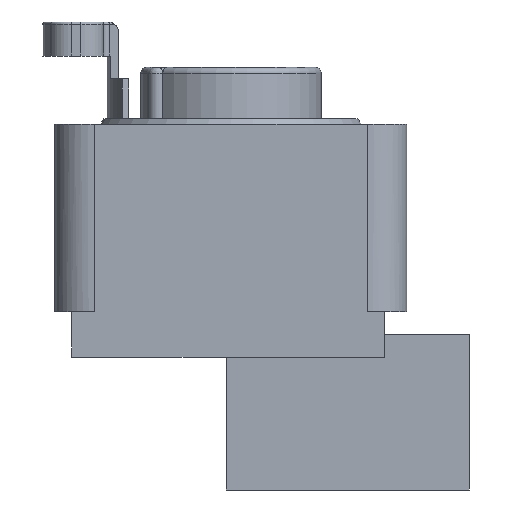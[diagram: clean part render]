
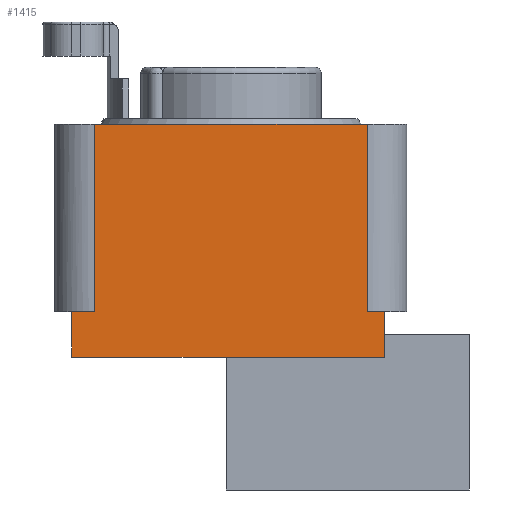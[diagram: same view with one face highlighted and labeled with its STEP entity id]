
A CAD part, left-side view. The second image highlights one B-rep face of the part: STEP entity #1415.
In plain terms, the highlighted planar face has unit normal (-1, 0, 0).
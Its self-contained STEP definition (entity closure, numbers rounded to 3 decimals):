
#324=DIRECTION('',(0.,1.,0.));
#325=VECTOR('',#324,27.5);
#326=CARTESIAN_POINT('',(-13.,-13.5,-20.5));
#327=LINE('',#326,#325);
#356=DIRECTION('',(0.,0.,-1.));
#357=VECTOR('',#356,16.5);
#358=CARTESIAN_POINT('',(-13.,-12.,0.));
#359=LINE('',#358,#357);
#360=DIRECTION('',(0.,0.,-1.));
#361=VECTOR('',#360,4.);
#362=CARTESIAN_POINT('',(-13.,-13.5,-16.5));
#363=LINE('',#362,#361);
#373=DIRECTION('',(0.,1.,0.));
#374=VECTOR('',#373,2.);
#375=CARTESIAN_POINT('',(-13.,12.,-16.5));
#376=LINE('',#375,#374);
#401=DIRECTION('',(0.,1.,0.));
#402=VECTOR('',#401,1.5);
#403=CARTESIAN_POINT('',(-13.,-13.5,-16.5));
#404=LINE('',#403,#402);
#410=DIRECTION('',(0.,0.,-1.));
#411=VECTOR('',#410,16.5);
#412=CARTESIAN_POINT('',(-13.,12.,0.));
#413=LINE('',#412,#411);
#454=DIRECTION('',(0.,1.,0.));
#455=VECTOR('',#454,24.);
#456=CARTESIAN_POINT('',(-13.,-12.,0.));
#457=LINE('',#456,#455);
#867=DIRECTION('',(0.,0.,-1.));
#868=VECTOR('',#867,4.);
#869=CARTESIAN_POINT('',(-13.,14.,-16.5));
#870=LINE('',#869,#868);
#980=CARTESIAN_POINT('',(-13.,-12.,0.));
#981=CARTESIAN_POINT('',(-13.,12.,0.));
#982=VERTEX_POINT('',#980);
#983=VERTEX_POINT('',#981);
#1008=CARTESIAN_POINT('',(-13.,-13.5,-20.5));
#1009=CARTESIAN_POINT('',(-13.,14.,-20.5));
#1010=VERTEX_POINT('',#1008);
#1011=VERTEX_POINT('',#1009);
#1016=CARTESIAN_POINT('',(-13.,-13.5,-16.5));
#1017=VERTEX_POINT('',#1016);
#1018=CARTESIAN_POINT('',(-13.,14.,-16.5));
#1019=VERTEX_POINT('',#1018);
#1028=CARTESIAN_POINT('',(-13.,12.,-16.5));
#1029=VERTEX_POINT('',#1028);
#1034=CARTESIAN_POINT('',(-13.,-12.,-16.5));
#1035=VERTEX_POINT('',#1034);
#1394=CARTESIAN_POINT('',(-13.,-12.,0.));
#1395=DIRECTION('',(1.,0.,0.));
#1396=DIRECTION('',(0.,1.,0.));
#1397=AXIS2_PLACEMENT_3D('',#1394,#1395,#1396);
#1398=PLANE('',#1397);
#1400=ORIENTED_EDGE('',*,*,#1399,.T.);
#1402=ORIENTED_EDGE('',*,*,#1401,.F.);
#1403=ORIENTED_EDGE('',*,*,#1381,.T.);
#1404=ORIENTED_EDGE('',*,*,#1335,.T.);
#1406=ORIENTED_EDGE('',*,*,#1405,.F.);
#1408=ORIENTED_EDGE('',*,*,#1407,.F.);
#1410=ORIENTED_EDGE('',*,*,#1409,.F.);
#1412=ORIENTED_EDGE('',*,*,#1411,.F.);
#1413=EDGE_LOOP('',(#1400,#1402,#1403,#1404,#1406,#1408,#1410,#1412));
#1414=FACE_OUTER_BOUND('',#1413,.F.);
#1335=EDGE_CURVE('',#1010,#1011,#327,.T.);
#1381=EDGE_CURVE('',#1017,#1010,#363,.T.);
#1399=EDGE_CURVE('',#982,#1035,#359,.T.);
#1401=EDGE_CURVE('',#1017,#1035,#404,.T.);
#1405=EDGE_CURVE('',#1019,#1011,#870,.T.);
#1407=EDGE_CURVE('',#1029,#1019,#376,.T.);
#1409=EDGE_CURVE('',#983,#1029,#413,.T.);
#1411=EDGE_CURVE('',#982,#983,#457,.T.);
#1415=ADVANCED_FACE('',(#1414),#1398,.F.);
